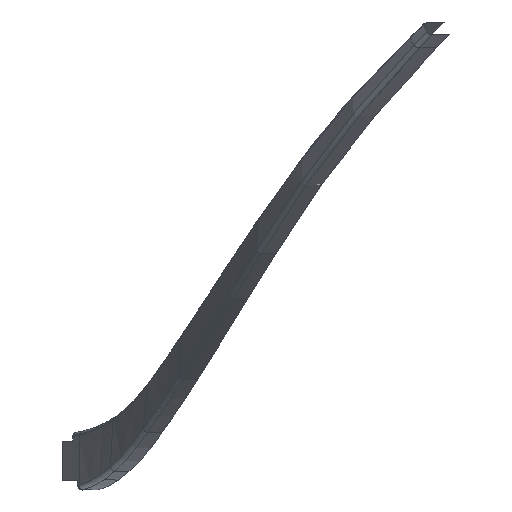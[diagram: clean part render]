
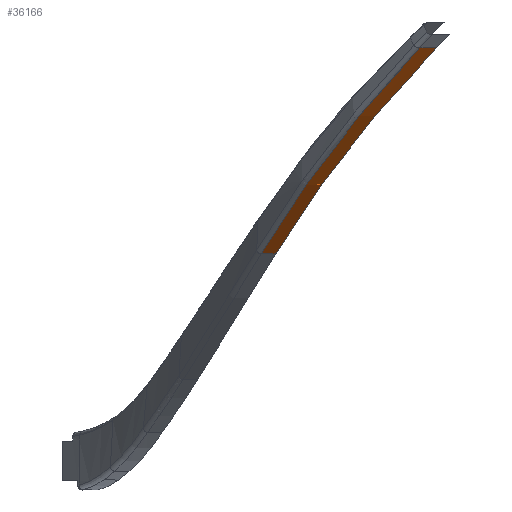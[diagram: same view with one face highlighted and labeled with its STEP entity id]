
A CAD part, top view. The second image highlights one B-rep face of the part: STEP entity #36166.
In plain terms, the highlighted free-form (B-spline) face has degree [3, 1] with [10, 2] control points.
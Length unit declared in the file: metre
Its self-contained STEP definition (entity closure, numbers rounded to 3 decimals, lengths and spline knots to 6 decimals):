
#32786=CARTESIAN_POINT('',(13.301846,0.513606,-0.699997));
#32787=VERTEX_POINT('',#32786);
#35226=CARTESIAN_POINT('',(13.604319,0.906162,-0.296017));
#35227=VERTEX_POINT('',#35226);
#35241=CARTESIAN_POINT('',(15.537711,0.570442,-1.923336));
#35246=DIRECTION('',(0.311,-0.787,0.532));
#35251=DIRECTION('',(-0.758,0.132,0.638));
#35256=AXIS2_PLACEMENT_3D('',#35241,#35246,#35251);
#35261=CIRCLE('',#35256,2.54929);
#35266=EDGE_CURVE('',#35227,#32787,#35261,.T.);
#35401=CARTESIAN_POINT('',(13.301846,0.513606,-0.699997));
#35406=DIRECTION('',(0.998,0.006,-0.058));
#35411=VECTOR('',#35406,1.);
#35416=LINE('',#35401,#35411);
#35421=CARTESIAN_POINT('',(13.32997,0.513767,-0.701643));
#35422=VERTEX_POINT('',#35421);
#35426=EDGE_CURVE('',#32787,#35422,#35416,.T.);
#35971=CARTESIAN_POINT('',(13.636642,0.906115,-0.296388));
#35976=CARTESIAN_POINT('',(13.604327,0.90617,-0.296009));
#35981=CARTESIAN_POINT('',(13.596491,0.863407,-0.337393));
#35986=CARTESIAN_POINT('',(13.564786,0.863259,-0.336869));
#35991=CARTESIAN_POINT('',(13.556339,0.820698,-0.378397));
#35996=CARTESIAN_POINT('',(13.525245,0.820348,-0.377729));
#36001=CARTESIAN_POINT('',(13.51946,0.777136,-0.421448));
#36006=CARTESIAN_POINT('',(13.488904,0.776691,-0.420643));
#36011=CARTESIAN_POINT('',(13.482581,0.733572,-0.4645));
#36016=CARTESIAN_POINT('',(13.452561,0.733033,-0.463558));
#36021=CARTESIAN_POINT('',(13.448973,0.689154,-0.509598));
#36026=CARTESIAN_POINT('',(13.419419,0.68863,-0.508527));
#36031=CARTESIAN_POINT('',(13.417938,0.645118,-0.556638));
#36036=CARTESIAN_POINT('',(13.388777,0.64466,-0.555426));
#36041=CARTESIAN_POINT('',(13.386901,0.60108,-0.603679));
#36046=CARTESIAN_POINT('',(13.358133,0.600688,-0.602327));
#36051=CARTESIAN_POINT('',(13.358435,0.557423,-0.652661));
#36056=CARTESIAN_POINT('',(13.32999,0.55715,-0.651158));
#36061=CARTESIAN_POINT('',(13.32997,0.513767,-0.701644));
#36066=CARTESIAN_POINT('',(13.301847,0.513612,-0.699989));
#36071=B_SPLINE_SURFACE_WITH_KNOTS('',3,1,((#35971,#35976),(#35981,#35986),(#35991,#35996),(#36001,#36006),(#36011,#36016),(#36021,#36026),(#36031,#36036),(#36041,#36046),(#36051,#36056),(#36061,#36066)),.UNSPECIFIED.,.F.,.F.,.U.,(4,3,3,4),(2,2),(0.,14.645551,29.291514,43.937961),(-0.000002,1.000079),.UNSPECIFIED.);
#36076=CARTESIAN_POINT('',(13.604319,0.906162,-0.296017));
#36081=DIRECTION('',(1.,-0.003,-0.01));
#36086=VECTOR('',#36081,1.);
#36091=LINE('',#36076,#36086);
#36096=CARTESIAN_POINT('',(13.636642,0.906063,-0.296331));
#36097=VERTEX_POINT('',#36096);
#36101=EDGE_CURVE('',#35227,#36097,#36091,.T.);
#36106=ORIENTED_EDGE('',*,*,#36101,.T.);
#36111=CARTESIAN_POINT('',(15.561205,0.529466,-1.896538));
#36116=DIRECTION('',(0.295,-0.788,0.54));
#36121=DIRECTION('',(-0.76,0.149,0.632));
#36126=AXIS2_PLACEMENT_3D('',#36111,#36116,#36121);
#36131=CIRCLE('',#36126,2.531093);
#36136=EDGE_CURVE('',#36097,#35422,#36131,.T.);
#36141=ORIENTED_EDGE('',*,*,#36136,.T.);
#36146=ORIENTED_EDGE('',*,*,#35426,.F.);
#36151=ORIENTED_EDGE('',*,*,#35266,.F.);
#36156=EDGE_LOOP('',(#36106,#36141,#36146,#36151));
#36161=FACE_OUTER_BOUND('',#36156,.T.);
#36166=ADVANCED_FACE('',(#36161),#36071,.T.);
